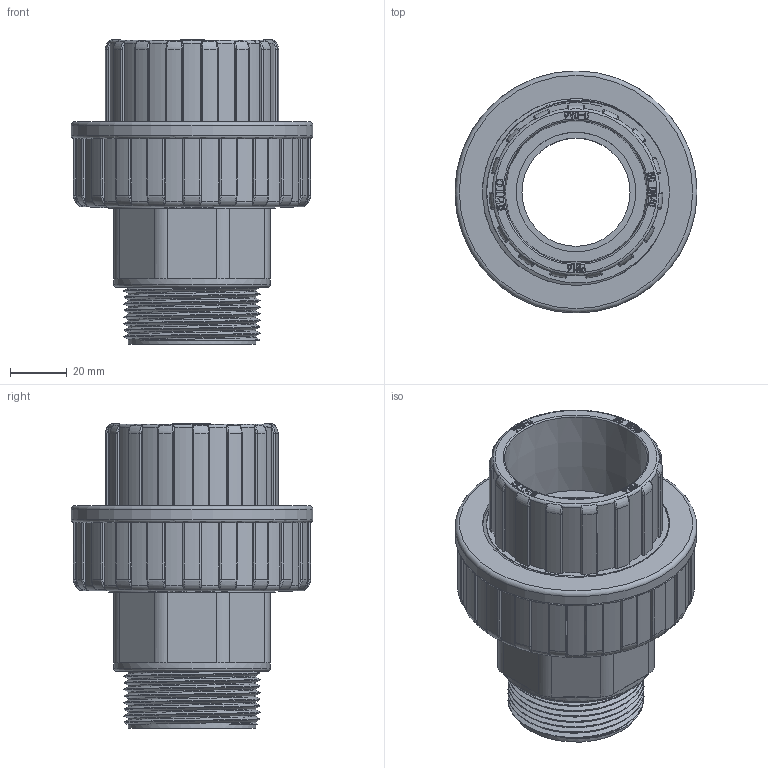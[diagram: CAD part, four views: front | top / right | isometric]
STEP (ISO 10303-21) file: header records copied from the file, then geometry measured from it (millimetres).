
FILE_DESCRIPTION(/* description */ (''),/* implementation_level */ '2;1');
FILE_NAME(/* name */ '50外螺V型活接.stp',/* time_stamp */ '2025-04-03T11:21:02+08:00',/* author */ (''),/* organization */ (''),/* preprocessor_version */ 'ST-DEVELOPER v16.7',/* originating_system */ 'SIEMENS PLM Software NX 12.0',/* authorisation */ '');
FILE_SCHEMA (('AUTOMOTIVE_DESIGN { 1 0 10303 214 3 1 1 1 }'));
Length unit declared in the file: millimetre
Products named in the file (1): Admi1B74C15C4bqv
Bounding box: 85 x 85 x 107.05 mm (x, y, z)
Volume: 112259.8 mm3; surface area: 73336.1 mm2
Topology: 3 solids, 4 shells, 937 faces, 2552 edges, 1688 vertices
Faces by surface type: plane 452, cylinder 200, extrusion 161, bspline 77, torus 45, cone 2
Full cylindrical faces by diameter (mm): 1.067 x1, 1.6 x1, 2 x1, 3 x1, 38 x1, 42 x1, 44.1 x1, 44.845 x8, 48 x2, 55 x1, 58 x2, 58.5 x1, 62.752 x7, 62.8 x1, 65.71 x9, 85 x1
Entity records: 41165 total; most frequent: CARTESIAN_POINT 20573, ORIENTED_EDGE 4874, DIRECTION 3153, EDGE_CURVE 2437, VERTEX_POINT 1627, B_SPLINE_CURVE_WITH_KNOTS 1391, AXIS2_PLACEMENT_3D 1108, EDGE_LOOP 1018
